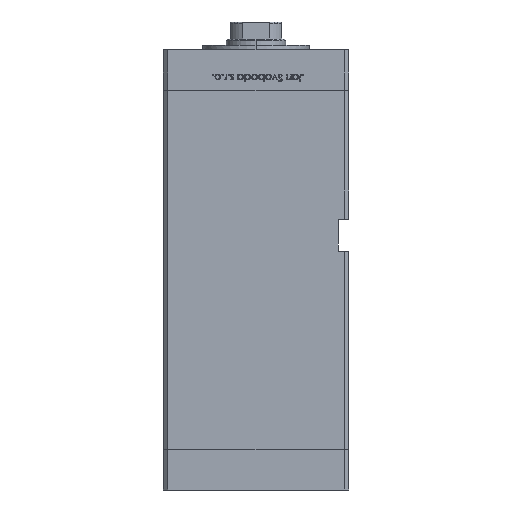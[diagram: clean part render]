
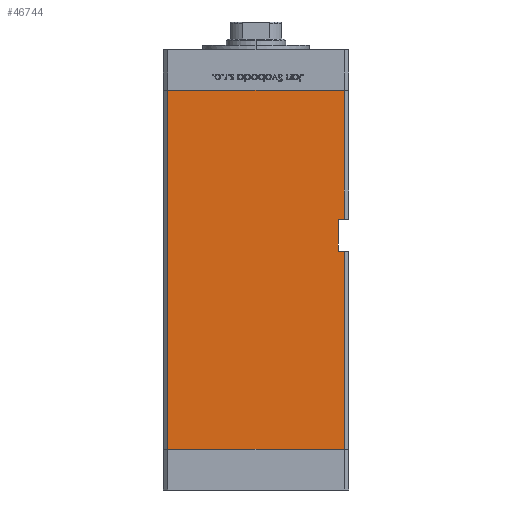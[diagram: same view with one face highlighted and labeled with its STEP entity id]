
A CAD part, left-side view. The second image highlights one B-rep face of the part: STEP entity #46744.
In plain terms, the highlighted planar face has unit normal (-1, 0, 0).
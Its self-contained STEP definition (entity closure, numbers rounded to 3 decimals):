
#155 = EDGE_CURVE ( 'NONE', #1252, #17415, #37628, .T. ) ;
#910 = CARTESIAN_POINT ( 'NONE',  ( -50., -38.5, 108. ) ) ;
#1050 = EDGE_CURVE ( 'NONE', #43786, #21826, #31207, .T. ) ;
#1252 = VERTEX_POINT ( 'NONE', #42194 ) ;
#2163 = LINE ( 'NONE', #11021, #36598 ) ;
#4047 = EDGE_CURVE ( 'NONE', #13826, #17415, #51600, .T. ) ;
#4440 = ORIENTED_EDGE ( 'NONE', *, *, #27291, .F. ) ;
#4499 = VERTEX_POINT ( 'NONE', #35935 ) ;
#6558 = FACE_OUTER_BOUND ( 'NONE', #41744, .T. ) ;
#6755 = DIRECTION ( 'NONE',  ( 0., -1., 0. ) ) ;
#6762 = EDGE_CURVE ( 'NONE', #4499, #23157, #2163, .T. ) ;
#7871 = VERTEX_POINT ( 'NONE', #51282 ) ;
#9973 = VECTOR ( 'NONE', #42563, 1000. ) ;
#10241 = CARTESIAN_POINT ( 'NONE',  ( -50., -41.5, 168.5 ) ) ;
#10525 = CARTESIAN_POINT ( 'NONE',  ( -50., -41.5, 93. ) ) ;
#10752 = DIRECTION ( 'NONE',  ( 0., -1., 0. ) ) ;
#11021 = CARTESIAN_POINT ( 'NONE',  ( -50., -38.5, 108. ) ) ;
#11609 = VECTOR ( 'NONE', #14985, 1000. ) ;
#11662 = DIRECTION ( 'NONE',  ( 0., 1., 0. ) ) ;
#12363 = VECTOR ( 'NONE', #41925, 1000. ) ;
#13519 = CARTESIAN_POINT ( 'NONE',  ( -50., 41.5, 168.5 ) ) ;
#13625 = VECTOR ( 'NONE', #49523, 1000. ) ;
#13826 = VERTEX_POINT ( 'NONE', #10525 ) ;
#14022 = DIRECTION ( 'NONE',  ( 0., 0., -1. ) ) ;
#14134 = ORIENTED_EDGE ( 'NONE', *, *, #155, .T. ) ;
#14985 = DIRECTION ( 'NONE',  ( 0., 0., -1. ) ) ;
#15423 = DIRECTION ( 'NONE',  ( 1., 0., 0. ) ) ;
#15648 = VECTOR ( 'NONE', #14022, 1000. ) ;
#17217 = CARTESIAN_POINT ( 'NONE',  ( -50., 41.5, 0. ) ) ;
#17415 = VERTEX_POINT ( 'NONE', #23770 ) ;
#17471 = EDGE_CURVE ( 'NONE', #7871, #13826, #29911, .T. ) ;
#19355 = DIRECTION ( 'NONE',  ( 0., 0., -1. ) ) ;
#20256 = ORIENTED_EDGE ( 'NONE', *, *, #38354, .T. ) ;
#21015 = LINE ( 'NONE', #22359, #15648 ) ;
#21826 = VERTEX_POINT ( 'NONE', #32398 ) ;
#22359 = CARTESIAN_POINT ( 'NONE',  ( -50., -41.5, 168.5 ) ) ;
#23157 = VERTEX_POINT ( 'NONE', #26116 ) ;
#23770 = CARTESIAN_POINT ( 'NONE',  ( -50., -41.5, 0. ) ) ;
#26116 = CARTESIAN_POINT ( 'NONE',  ( -50., -41.5, 108. ) ) ;
#27291 = EDGE_CURVE ( 'NONE', #21826, #23157, #21015, .T. ) ;
#28035 = AXIS2_PLACEMENT_3D ( 'NONE', #51699, #15423, #11662 ) ;
#28304 = ORIENTED_EDGE ( 'NONE', *, *, #39653, .F. ) ;
#29911 = LINE ( 'NONE', #37696, #13625 ) ;
#31207 = LINE ( 'NONE', #47589, #41584 ) ;
#32170 = CARTESIAN_POINT ( 'NONE',  ( -50., 41.5, 168.5 ) ) ;
#32398 = CARTESIAN_POINT ( 'NONE',  ( -50., -41.5, 168.5 ) ) ;
#33998 = VECTOR ( 'NONE', #19355, 1000. ) ;
#35935 = CARTESIAN_POINT ( 'NONE',  ( -50., -38.5, 108. ) ) ;
#36598 = VECTOR ( 'NONE', #10752, 1000. ) ;
#37628 = LINE ( 'NONE', #17217, #12363 ) ;
#37696 = CARTESIAN_POINT ( 'NONE',  ( -50., -38.5, 93. ) ) ;
#38354 = EDGE_CURVE ( 'NONE', #43786, #1252, #44264, .T. ) ;
#38528 = LINE ( 'NONE', #910, #9973 ) ;
#39596 = ORIENTED_EDGE ( 'NONE', *, *, #1050, .F. ) ;
#39653 = EDGE_CURVE ( 'NONE', #4499, #7871, #38528, .T. ) ;
#41584 = VECTOR ( 'NONE', #6755, 1000. ) ;
#41744 = EDGE_LOOP ( 'NONE', ( #50027, #44744, #28304, #43213, #4440, #39596, #20256, #14134 ) ) ;
#41925 = DIRECTION ( 'NONE',  ( 0., -1., 0. ) ) ;
#42194 = CARTESIAN_POINT ( 'NONE',  ( -50., 41.5, 0. ) ) ;
#42563 = DIRECTION ( 'NONE',  ( 0., 0., -1. ) ) ;
#43213 = ORIENTED_EDGE ( 'NONE', *, *, #6762, .T. ) ;
#43786 = VERTEX_POINT ( 'NONE', #13519 ) ;
#44264 = LINE ( 'NONE', #32170, #11609 ) ;
#44744 = ORIENTED_EDGE ( 'NONE', *, *, #17471, .F. ) ;
#46744 = ADVANCED_FACE ( 'NONE', ( #6558 ), #48454, .F. ) ;
#47589 = CARTESIAN_POINT ( 'NONE',  ( -50., 41.5, 168.5 ) ) ;
#48454 = PLANE ( 'NONE',  #28035 ) ;
#49523 = DIRECTION ( 'NONE',  ( 0., -1., 0. ) ) ;
#50027 = ORIENTED_EDGE ( 'NONE', *, *, #4047, .F. ) ;
#51282 = CARTESIAN_POINT ( 'NONE',  ( -50., -38.5, 93. ) ) ;
#51600 = LINE ( 'NONE', #10241, #33998 ) ;
#51699 = CARTESIAN_POINT ( 'NONE',  ( -50., 41.5, 168.5 ) ) ;
